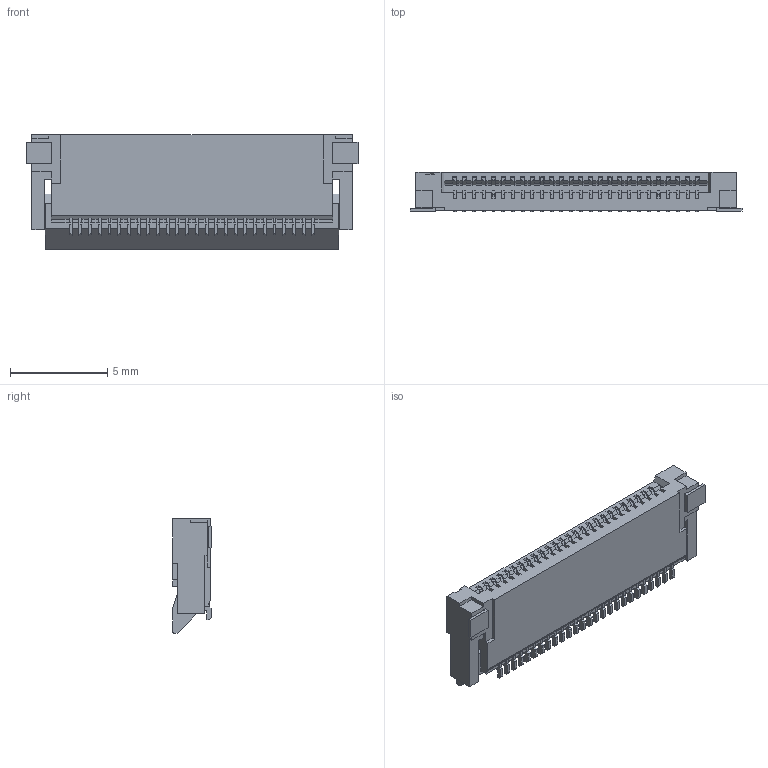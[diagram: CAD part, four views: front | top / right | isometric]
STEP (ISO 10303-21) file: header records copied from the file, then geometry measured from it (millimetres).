
FILE_DESCRIPTION (( 'STEP AP203' ), '1' );
FILE_NAME ('XF2M_2615_1A.step', '2011-02-19T19:39:47', ( 'OSMC1.0 ' ), ( ' ' ), 'SwSTEP 2.0', 'SolidWorks 2002025', '' );
FILE_SCHEMA (( 'CONFIG_CONTROL_DESIGN' ));
Length unit declared in the file: millimetre
Products named in the file (1): XF2M_2615_1A
Bounding box: 17.1 x 2 x 5.9 mm (x, y, z)
Volume: 138.9 mm3; surface area: 523.1 mm2
Topology: 1 solids, 1 shells, 1019 faces, 2965 edges, 1976 vertices
Faces by surface type: plane 1018, cylinder 1
Entity records: 33002 total; most frequent: CARTESIAN_POINT 5961, ORIENTED_EDGE 5930, DIRECTION 5007, EDGE_CURVE 2965, LINE 2963, VECTOR 2963, VERTEX_POINT 1976, EDGE_LOOP 1047
